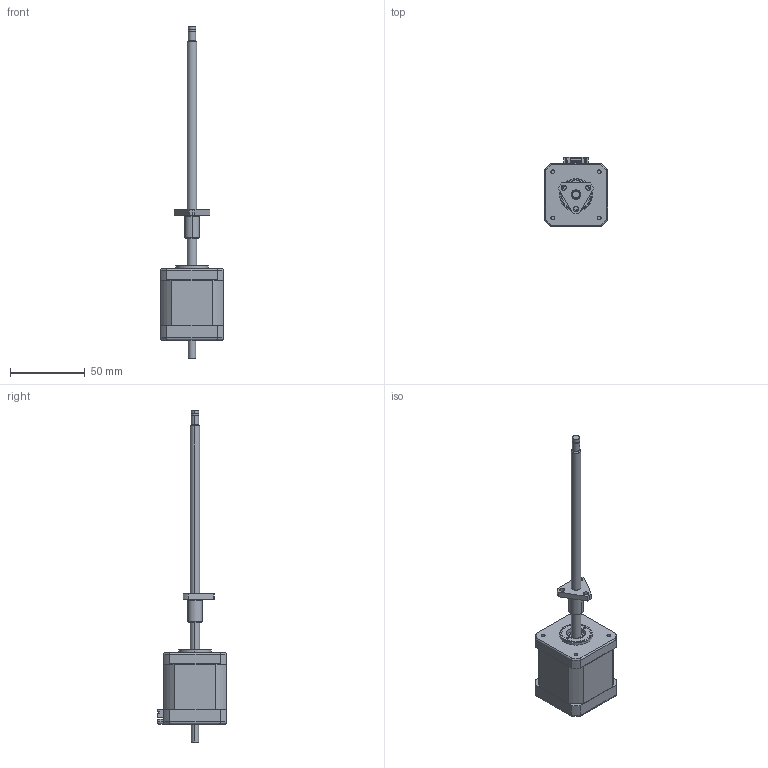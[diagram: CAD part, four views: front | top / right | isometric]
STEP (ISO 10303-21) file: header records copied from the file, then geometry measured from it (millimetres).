
FILE_DESCRIPTION (( 'STEP AP214' ), '1' );
FILE_NAME ('STP-LE17-3B06ADJ.STEP', '2020-08-25T21:59:58', ( '' ), ( '' ), 'SwSTEP 2.0', 'SolidWorks 2017', '' );
FILE_SCHEMA (( 'AUTOMOTIVE_DESIGN' ));
Length unit declared in the file: millimetre
Products named in the file (3): STP-LE17-3B06ADJ; STP-LE17-3B06ADJ_1; STP-LE17-3B06ADJ_2
Assembly tree (2 placements, depth 2):
  STP-LE17-3B06ADJ
    STP-LE17-3B06ADJ_1
    STP-LE17-3B06ADJ_2
Bounding box: 42.2 x 46.2 x 221.75 mm (x, y, z)
Volume: 78723.3 mm3; surface area: 29891.1 mm2
Topology: 6 solids, 12 shells, 749 faces, 1914 edges, 1236 vertices
Faces by surface type: plane 368, cylinder 246, cone 81, bspline 54
Entity records: 36777 total; most frequent: CARTESIAN_POINT 18976, ORIENTED_EDGE 3828, DIRECTION 3479, EDGE_CURVE 1914, VERTEX_POINT 1236, AXIS2_PLACEMENT_3D 1204, VECTOR 1071, LINE 1071
